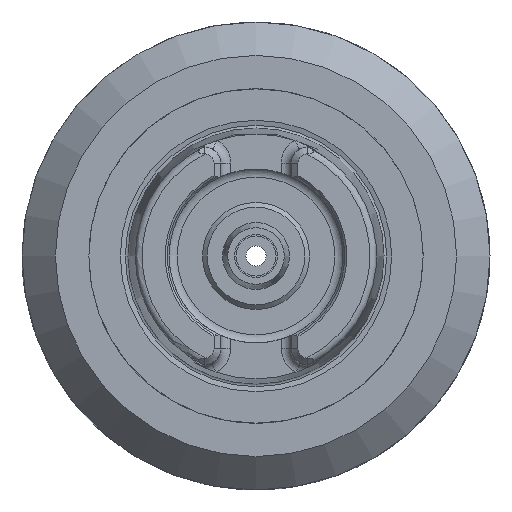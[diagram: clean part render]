
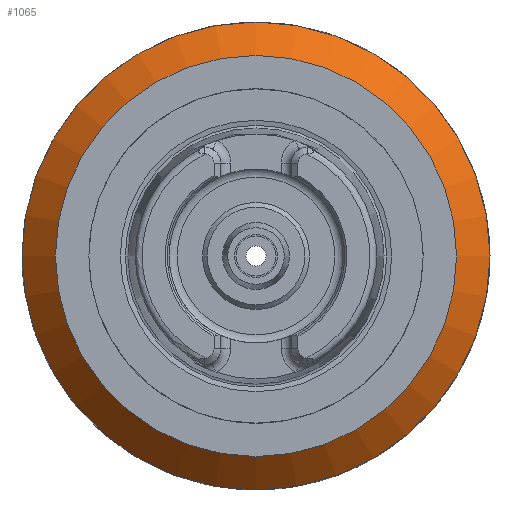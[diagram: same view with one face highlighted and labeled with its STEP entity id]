
A CAD part, left-side view. The second image highlights one B-rep face of the part: STEP entity #1065.
In plain terms, the highlighted conical face has half-angle 45 degrees and reference radius 32.5 mm.
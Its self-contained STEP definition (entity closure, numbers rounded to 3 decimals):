
#1031=CARTESIAN_POINT('',(42.,30.,0.0));
#1032=VERTEX_POINT('',#1031);
#1033=CARTESIAN_POINT('',(42.,0.0,0.0));
#1034=DIRECTION('',(1.0,0.0,0.0));
#1035=DIRECTION('',(0.0,1.0,0.0));
#1036=AXIS2_PLACEMENT_3D('',#1033,#1034,#1035);
#1037=CIRCLE('',#1036,30.);
#1038=EDGE_CURVE('',#1032,#1032,#1037,.T.);
#1046=CARTESIAN_POINT('',(44.5,0.0,0.0));
#1047=DIRECTION('',(1.0,0.0,0.0));
#1048=DIRECTION('',(0.0,1.0,0.0));
#1049=AXIS2_PLACEMENT_3D('',#1046,#1047,#1048);
#1050=CONICAL_SURFACE('',#1049,32.5,45.);
#1051=CARTESIAN_POINT('',(47.,35.,0.0));
#1052=VERTEX_POINT('',#1051);
#1053=CARTESIAN_POINT('',(47.,0.0,0.0));
#1054=DIRECTION('',(1.0,0.0,0.0));
#1055=DIRECTION('',(0.0,1.0,0.0));
#1056=AXIS2_PLACEMENT_3D('',#1053,#1054,#1055);
#1057=CIRCLE('',#1056,35.);
#1058=EDGE_CURVE('',#1052,#1052,#1057,.T.);
#1059=ORIENTED_EDGE('',*,*,#1058,.F.);
#1060=EDGE_LOOP('',(#1059));
#1061=FACE_OUTER_BOUND('',#1060,.T.);
#1062=ORIENTED_EDGE('',*,*,#1038,.T.);
#1063=EDGE_LOOP('',(#1062));
#1064=FACE_BOUND('',#1063,.T.);
#1065=ADVANCED_FACE('',(#1061,#1064),#1050,.T.);
